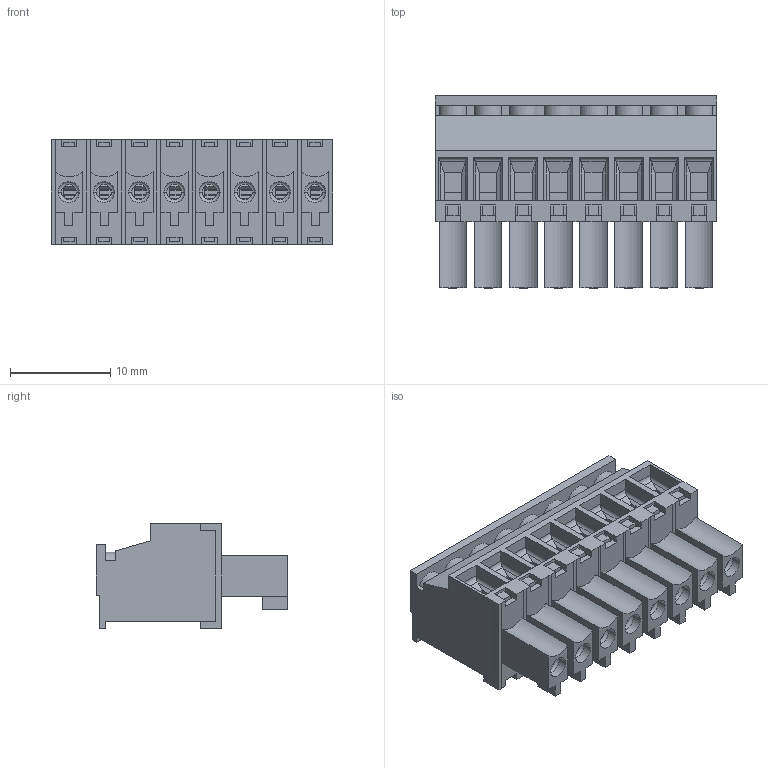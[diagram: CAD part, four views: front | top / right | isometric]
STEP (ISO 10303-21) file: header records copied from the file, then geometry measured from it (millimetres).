
FILE_DESCRIPTION (( 'STEP AP214' ), '1' );
FILE_NAME ('15EDGKB-3.5-08P-14-00AH.STEP', '2017-04-27T23:11:35', ( 'SIG' ), ( '' ), 'SwSTEP 2.0', 'SolidWorks 2014', '' );
FILE_SCHEMA (( 'AUTOMOTIVE_DESIGN' ));
Length unit declared in the file: millimetre
Products named in the file (32): 15EDGKB-3.5 bot-cap; 15EDGKB-3.5_klamper; 15EDGKB-3.5; 15EDGKB-3.5_spring; 15EDGKB-3.5-08P-14-00AH; 15EDGKB-3.5_screw
Assembly tree (26 placements, depth 2):
  15EDGKB-3.5 bot-cap
  15EDGKB-3.5_klamper
  15EDGKB-3.5
  15EDGKB-3.5_klamper
  15EDGKB-3.5_klamper
Bounding box: 28 x 19.1 x 10.4 mm (x, y, z)
Volume: 2230.6 mm3; surface area: 8327.4 mm2
Topology: 26 solids, 26 shells, 1874 faces, 4618 edges, 2788 vertices
Faces by surface type: plane 1490, cylinder 328, torus 40, cone 16
Entity records: 31271 total; most frequent: CARTESIAN_POINT 5559, ORIENTED_EDGE 5386, DIRECTION 4933, EDGE_CURVE 2693, VECTOR 2383, LINE 2383, VERTEX_POINT 1717, AXIS2_PLACEMENT_3D 1275
